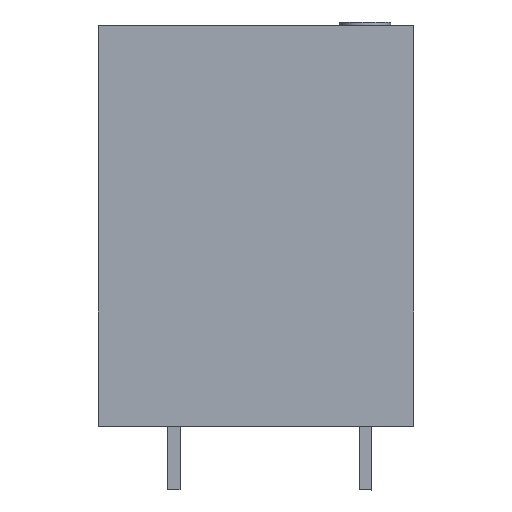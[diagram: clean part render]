
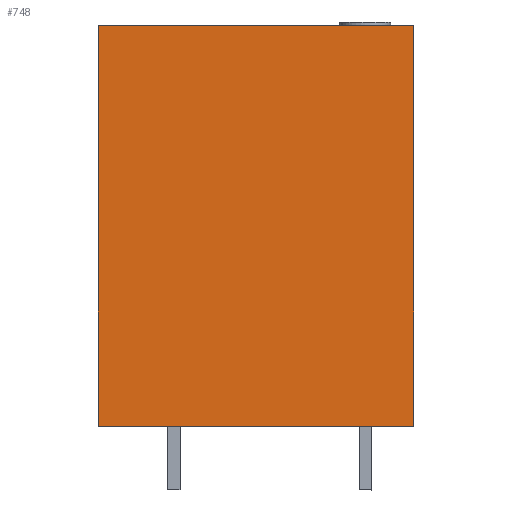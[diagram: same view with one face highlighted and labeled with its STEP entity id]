
A CAD part, left-side view. The second image highlights one B-rep face of the part: STEP entity #748.
In plain terms, the highlighted planar face has unit normal (-1, 0, 0).
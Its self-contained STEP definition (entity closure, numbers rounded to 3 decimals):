
#721=AXIS2_PLACEMENT_3D('Plane Axis2P3D',#718,#719,#720) ;
#224=CARTESIAN_POINT('Line Origine',(0.,12.35,36.3)) ;
#228=CARTESIAN_POINT('Vertex',(0.,0.,36.3)) ;
#230=CARTESIAN_POINT('Vertex',(0.,24.7,36.3)) ;
#718=CARTESIAN_POINT('Axis2P3D Location',(0.,24.7,0.)) ;
#723=CARTESIAN_POINT('Line Origine',(0.,24.7,20.65)) ;
#727=CARTESIAN_POINT('Vertex',(0.,24.7,5.)) ;
#730=CARTESIAN_POINT('Line Origine',(0.,12.35,5.)) ;
#734=CARTESIAN_POINT('Vertex',(0.,0.,5.)) ;
#737=CARTESIAN_POINT('Line Origine',(0.,0.,20.65)) ;
#225=DIRECTION('Vector Direction',(0.,-1.,0.)) ;
#719=DIRECTION('Axis2P3D Direction',(-1.,0.,0.)) ;
#720=DIRECTION('Axis2P3D XDirection',(0.,-1.,0.)) ;
#724=DIRECTION('Vector Direction',(0.,0.,-1.)) ;
#731=DIRECTION('Vector Direction',(0.,-1.,0.)) ;
#738=DIRECTION('Vector Direction',(0.,0.,1.)) ;
#226=VECTOR('Line Direction',#225,1.) ;
#725=VECTOR('Line Direction',#724,1.) ;
#732=VECTOR('Line Direction',#731,1.) ;
#739=VECTOR('Line Direction',#738,1.) ;
#743=ORIENTED_EDGE('',*,*,#232,.T.) ;
#744=ORIENTED_EDGE('',*,*,#729,.T.) ;
#745=ORIENTED_EDGE('',*,*,#736,.T.) ;
#746=ORIENTED_EDGE('',*,*,#741,.T.) ;
#748=ADVANCED_FACE('HOUSING',(#747),#722,.T.) ;
#232=EDGE_CURVE('',#229,#231,#227,.F.) ;
#729=EDGE_CURVE('',#231,#728,#726,.T.) ;
#736=EDGE_CURVE('',#728,#735,#733,.T.) ;
#741=EDGE_CURVE('',#735,#229,#740,.T.) ;
#742=EDGE_LOOP('',(#743,#744,#745,#746)) ;
#747=FACE_OUTER_BOUND('',#742,.T.) ;
#227=LINE('Line',#224,#226) ;
#726=LINE('Line',#723,#725) ;
#733=LINE('Line',#730,#732) ;
#740=LINE('Line',#737,#739) ;
#722=PLANE('',#721) ;
#229=VERTEX_POINT('',#228) ;
#231=VERTEX_POINT('',#230) ;
#728=VERTEX_POINT('',#727) ;
#735=VERTEX_POINT('',#734) ;
